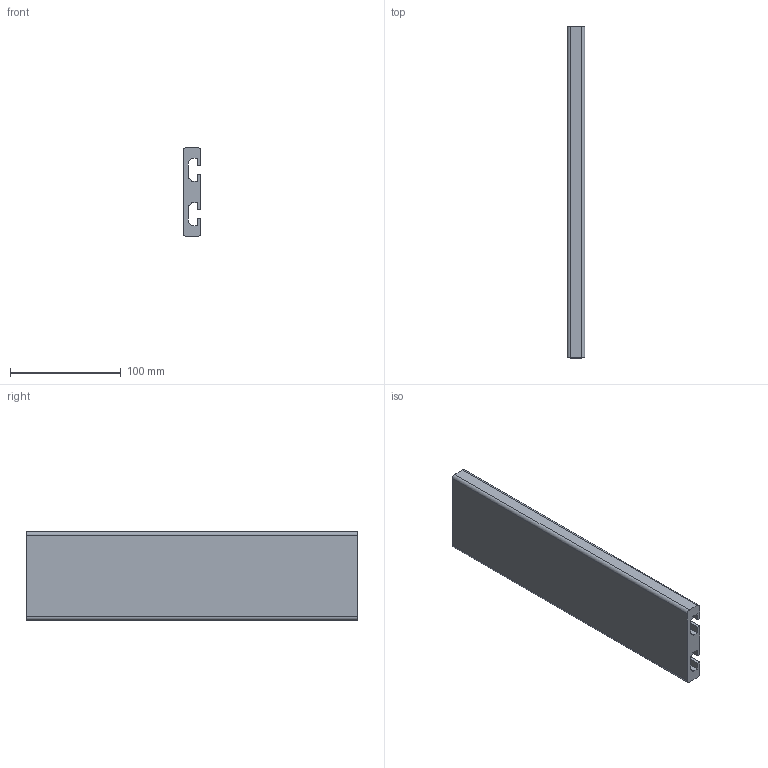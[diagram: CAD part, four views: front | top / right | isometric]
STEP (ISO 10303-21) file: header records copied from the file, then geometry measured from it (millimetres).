
FILE_DESCRIPTION (( 'STEP AP214' ), '1' );
FILE_NAME ('1728152813562.step', '2024-10-05T18:27:16', ( 'Windows User' ), ( '' ), 'SwSTEP 2.0', 'SolidWorks 2011', '' );
FILE_SCHEMA (( 'AUTOMOTIVE_DESIGN' ));
Length unit declared in the file: millimetre
Products named in the file (2): 1728152813562; 1.09.016080.24LPx300.00(1)
Assembly tree (1 placements, depth 2):
  1728152813562
    1.09.016080.24LPx300.00(1)
Bounding box: 16 x 300 x 80 mm (x, y, z)
Volume: 249331.3 mm3; surface area: 96461.3 mm2
Topology: 1 solids, 1 shells, 166 faces, 480 edges, 320 vertices
Faces by surface type: plane 84, cylinder 82
Entity records: 5574 total; most frequent: DIRECTION 984, CARTESIAN_POINT 970, ORIENTED_EDGE 960, EDGE_CURVE 480, AXIS2_PLACEMENT_3D 334, VERTEX_POINT 320, VECTOR 316, LINE 316
